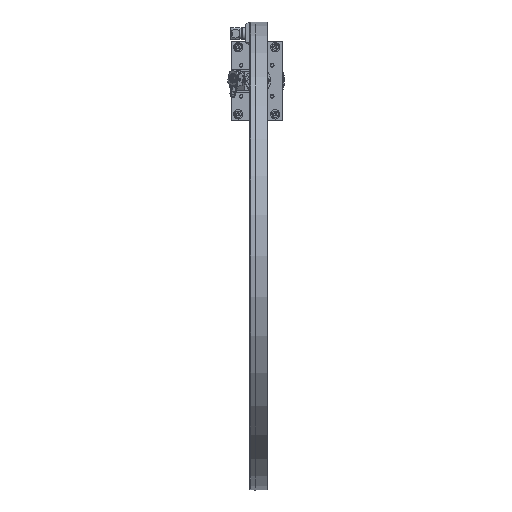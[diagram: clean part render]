
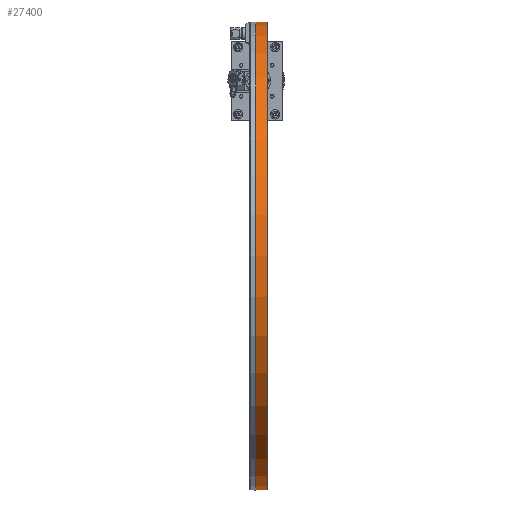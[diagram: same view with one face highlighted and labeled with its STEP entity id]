
A CAD part, left-side view. The second image highlights one B-rep face of the part: STEP entity #27400.
In plain terms, the highlighted cylindrical face has radius 160 mm (diameter 320 mm), a partial arc.
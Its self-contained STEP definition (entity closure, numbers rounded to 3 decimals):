
#794 = EDGE_CURVE ( 'NONE', #24352, #20951, #22928, .T. ) ;
#2102 = CARTESIAN_POINT ( 'NONE',  ( -209.61, -45.9, -281.471 ) ) ;
#3458 = DIRECTION ( 'NONE',  ( 1., 0., 0. ) ) ;
#4231 = DIRECTION ( 'NONE',  ( 0., 1., 0. ) ) ;
#4634 = AXIS2_PLACEMENT_3D ( 'NONE', #57095, #4231, #3458 ) ;
#11477 = CARTESIAN_POINT ( 'NONE',  ( -209.61, -37.9, -281.471 ) ) ;
#13295 = DIRECTION ( 'NONE',  ( 1., 0., 0. ) ) ;
#15389 = ORIENTED_EDGE ( 'NONE', *, *, #63150, .F. ) ;
#18688 = CARTESIAN_POINT ( 'NONE',  ( -209.61, -37.9, -121.471 ) ) ;
#20698 = CIRCLE ( 'NONE', #4634, 160. ) ;
#20951 = VERTEX_POINT ( 'NONE', #2102 ) ;
#21628 = AXIS2_PLACEMENT_3D ( 'NONE', #34000, #62559, #63716 ) ;
#22928 = LINE ( 'NONE', #39178, #42571 ) ;
#23761 = CARTESIAN_POINT ( 'NONE',  ( -209.61, -37.9, 38.529 ) ) ;
#24352 = VERTEX_POINT ( 'NONE', #11477 ) ;
#24979 = VERTEX_POINT ( 'NONE', #47206 ) ;
#27400 = ADVANCED_FACE ( 'NONE', ( #28584 ), #69162, .T. ) ;
#28584 = FACE_OUTER_BOUND ( 'NONE', #51934, .T. ) ;
#28715 = DIRECTION ( 'NONE',  ( 0., -1., 0. ) ) ;
#29621 = ORIENTED_EDGE ( 'NONE', *, *, #60722, .T. ) ;
#33551 = ORIENTED_EDGE ( 'NONE', *, *, #794, .T. ) ;
#34000 = CARTESIAN_POINT ( 'NONE',  ( -209.61, -37.9, -121.471 ) ) ;
#34097 = VECTOR ( 'NONE', #59996, 1000. ) ;
#35726 = LINE ( 'NONE', #23761, #34097 ) ;
#37936 = EDGE_CURVE ( 'NONE', #24979, #64665, #35726, .T. ) ;
#39178 = CARTESIAN_POINT ( 'NONE',  ( -209.61, -37.9, -281.471 ) ) ;
#40312 = CARTESIAN_POINT ( 'NONE',  ( -209.61, -45.9, 38.529 ) ) ;
#42243 = DIRECTION ( 'NONE',  ( 0., 1., 0. ) ) ;
#42571 = VECTOR ( 'NONE', #28715, 1000. ) ;
#47206 = CARTESIAN_POINT ( 'NONE',  ( -209.61, -37.9, 38.529 ) ) ;
#48072 = CIRCLE ( 'NONE', #75164, 160. ) ;
#51934 = EDGE_LOOP ( 'NONE', ( #29621, #60004, #15389, #33551 ) ) ;
#57095 = CARTESIAN_POINT ( 'NONE',  ( -209.61, -45.9, -121.471 ) ) ;
#59996 = DIRECTION ( 'NONE',  ( 0., -1., 0. ) ) ;
#60004 = ORIENTED_EDGE ( 'NONE', *, *, #37936, .F. ) ;
#60722 = EDGE_CURVE ( 'NONE', #20951, #64665, #20698, .T. ) ;
#62559 = DIRECTION ( 'NONE',  ( 0., -1., 0. ) ) ;
#63150 = EDGE_CURVE ( 'NONE', #24352, #24979, #48072, .T. ) ;
#63716 = DIRECTION ( 'NONE',  ( -1., 0., 0. ) ) ;
#64665 = VERTEX_POINT ( 'NONE', #40312 ) ;
#69162 = CYLINDRICAL_SURFACE ( 'NONE', #21628, 160. ) ;
#75164 = AXIS2_PLACEMENT_3D ( 'NONE', #18688, #42243, #13295 ) ;
